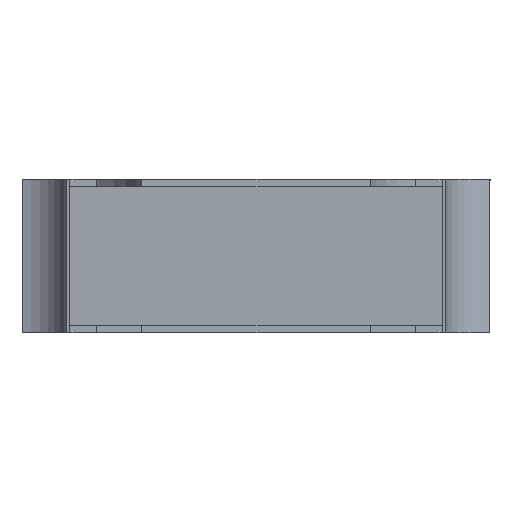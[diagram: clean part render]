
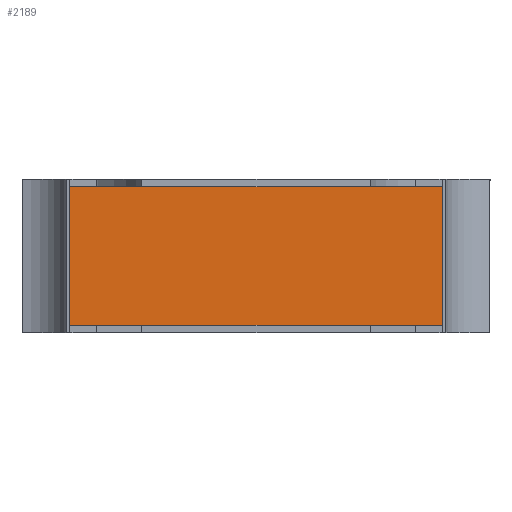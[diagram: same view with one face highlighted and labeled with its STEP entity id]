
A CAD part, front view. The second image highlights one B-rep face of the part: STEP entity #2189.
In plain terms, the highlighted planar face has unit normal (0, -1, 0).
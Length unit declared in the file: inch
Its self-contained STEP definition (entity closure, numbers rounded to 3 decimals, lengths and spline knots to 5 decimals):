
#462 = PLANE ( 'NONE',  #7698 ) ;
#615 = ORIENTED_EDGE ( 'NONE', *, *, #4888, .F. ) ;
#654 = LINE ( 'NONE', #3767, #2978 ) ;
#699 = VERTEX_POINT ( 'NONE', #1280 ) ;
#805 = CARTESIAN_POINT ( 'NONE',  ( 0.0497, -0.05, -0.04384 ) ) ;
#969 = ORIENTED_EDGE ( 'NONE', *, *, #2312, .F. ) ;
#1252 = VERTEX_POINT ( 'NONE', #6095 ) ;
#1280 = CARTESIAN_POINT ( 'NONE',  ( 0.0497, -0.05, 0.002 ) ) ;
#2135 = LINE ( 'NONE', #5250, #5601 ) ;
#2189 = ADVANCED_FACE ( 'NONE', ( #8102 ), #462, .F. ) ;
#2312 = EDGE_CURVE ( 'NONE', #6847, #4842, #2135, .T. ) ;
#2352 = EDGE_CURVE ( 'NONE', #1252, #699, #654, .T. ) ;
#2437 = DIRECTION ( 'NONE',  ( 0., 0., -1. ) ) ;
#2655 = DIRECTION ( 'NONE',  ( 0., 1., 0. ) ) ;
#2777 = EDGE_LOOP ( 'NONE', ( #4188, #3032, #615, #969 ) ) ;
#2779 = CARTESIAN_POINT ( 'NONE',  ( -0.0497, -0.05, -0.04384 ) ) ;
#2830 = CARTESIAN_POINT ( 'NONE',  ( -0.0497, -0.05, 0.039 ) ) ;
#2978 = VECTOR ( 'NONE', #6918, 39.37008 ) ;
#3032 = ORIENTED_EDGE ( 'NONE', *, *, #2352, .T. ) ;
#3200 = LINE ( 'NONE', #805, #8612 ) ;
#3254 = VECTOR ( 'NONE', #5321, 39.37008 ) ;
#3477 = DIRECTION ( 'NONE',  ( 0., 0., 1. ) ) ;
#3767 = CARTESIAN_POINT ( 'NONE',  ( 0., -0.05, 0.002 ) ) ;
#4188 = ORIENTED_EDGE ( 'NONE', *, *, #7811, .F. ) ;
#4842 = VERTEX_POINT ( 'NONE', #7889 ) ;
#4888 = EDGE_CURVE ( 'NONE', #4842, #699, #3200, .T. ) ;
#5250 = CARTESIAN_POINT ( 'NONE',  ( 0., -0.05, 0.039 ) ) ;
#5321 = DIRECTION ( 'NONE',  ( 0., 0., 1. ) ) ;
#5601 = VECTOR ( 'NONE', #9891, 39.37008 ) ;
#6095 = CARTESIAN_POINT ( 'NONE',  ( -0.0497, -0.05, 0.002 ) ) ;
#6847 = VERTEX_POINT ( 'NONE', #2830 ) ;
#6918 = DIRECTION ( 'NONE',  ( 1., 0., 0. ) ) ;
#7698 = AXIS2_PLACEMENT_3D ( 'NONE', #7909, #2655, #3477 ) ;
#7811 = EDGE_CURVE ( 'NONE', #1252, #6847, #9770, .T. ) ;
#7889 = CARTESIAN_POINT ( 'NONE',  ( 0.0497, -0.05, 0.039 ) ) ;
#7909 = CARTESIAN_POINT ( 'NONE',  ( 0., -0.05, 0.039 ) ) ;
#8102 = FACE_OUTER_BOUND ( 'NONE', #2777, .T. ) ;
#8612 = VECTOR ( 'NONE', #2437, 39.37008 ) ;
#9770 = LINE ( 'NONE', #2779, #3254 ) ;
#9891 = DIRECTION ( 'NONE',  ( 1., 0., 0. ) ) ;
